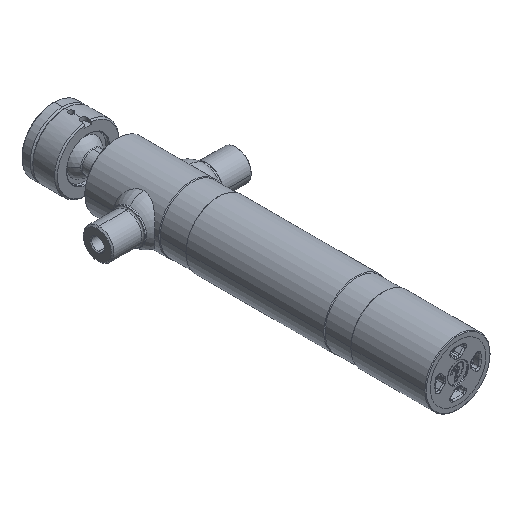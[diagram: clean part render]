
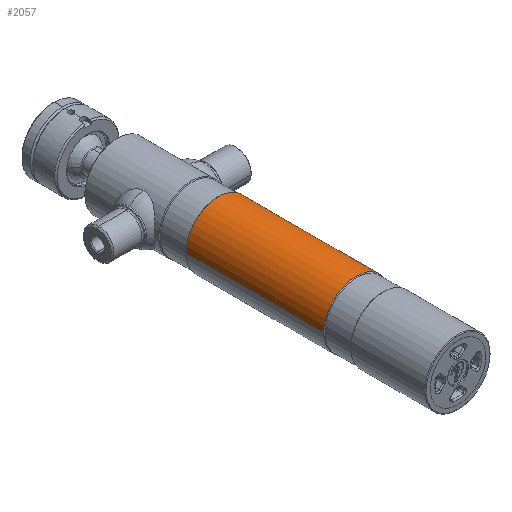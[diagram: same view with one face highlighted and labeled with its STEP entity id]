
A CAD part, isometric view. The second image highlights one B-rep face of the part: STEP entity #2057.
In plain terms, the highlighted cylindrical face has radius 48 mm (diameter 96 mm), a partial arc.
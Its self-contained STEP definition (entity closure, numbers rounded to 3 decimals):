
#137 = ORIENTED_EDGE ( 'NONE', *, *, #3283, .T. ) ;
#259 = CARTESIAN_POINT ( 'NONE',  ( 0., 150., 0. ) ) ;
#392 = CARTESIAN_POINT ( 'NONE',  ( 48., 150., 0. ) ) ;
#567 = VERTEX_POINT ( 'NONE', #996 ) ;
#870 = VERTEX_POINT ( 'NONE', #7379 ) ;
#996 = CARTESIAN_POINT ( 'NONE',  ( -48., 353., 0. ) ) ;
#1046 = DIRECTION ( 'NONE',  ( 1., 0., 0. ) ) ;
#1055 = VECTOR ( 'NONE', #7356, 1000. ) ;
#1767 = DIRECTION ( 'NONE',  ( 1., 0., 0. ) ) ;
#1853 = CARTESIAN_POINT ( 'NONE',  ( 0., 353., 0. ) ) ;
#2057 = ADVANCED_FACE ( 'NONE', ( #3680 ), #3429, .T. ) ;
#2564 = VERTEX_POINT ( 'NONE', #392 ) ;
#2595 = DIRECTION ( 'NONE',  ( 1., 0., 0. ) ) ;
#2622 = AXIS2_PLACEMENT_3D ( 'NONE', #4729, #6118, #1767 ) ;
#2738 = DIRECTION ( 'NONE',  ( 0., -1., 0. ) ) ;
#3090 = LINE ( 'NONE', #3903, #1055 ) ;
#3283 = EDGE_CURVE ( 'NONE', #567, #870, #8886, .T. ) ;
#3429 = CYLINDRICAL_SURFACE ( 'NONE', #2622, 48. ) ;
#3669 = VERTEX_POINT ( 'NONE', #9052 ) ;
#3680 = FACE_OUTER_BOUND ( 'NONE', #5844, .T. ) ;
#3903 = CARTESIAN_POINT ( 'NONE',  ( 48., -46.52, 0. ) ) ;
#4536 = EDGE_CURVE ( 'NONE', #3669, #2564, #3090, .T. ) ;
#4729 = CARTESIAN_POINT ( 'NONE',  ( 0., -46.52, 0. ) ) ;
#4953 = VECTOR ( 'NONE', #2738, 1000. ) ;
#5021 = EDGE_CURVE ( 'NONE', #2564, #870, #5800, .T. ) ;
#5174 = CIRCLE ( 'NONE', #7828, 48. ) ;
#5513 = DIRECTION ( 'NONE',  ( 0., -1., 0. ) ) ;
#5800 = CIRCLE ( 'NONE', #8483, 48. ) ;
#5844 = EDGE_LOOP ( 'NONE', ( #8334, #137, #7181, #8076 ) ) ;
#6118 = DIRECTION ( 'NONE',  ( 0., -1., 0. ) ) ;
#6808 = CARTESIAN_POINT ( 'NONE',  ( -48., -46.52, 0. ) ) ;
#6868 = DIRECTION ( 'NONE',  ( 0., -1., 0. ) ) ;
#7181 = ORIENTED_EDGE ( 'NONE', *, *, #5021, .F. ) ;
#7356 = DIRECTION ( 'NONE',  ( 0., -1., 0. ) ) ;
#7379 = CARTESIAN_POINT ( 'NONE',  ( -48., 150., 0. ) ) ;
#7828 = AXIS2_PLACEMENT_3D ( 'NONE', #1853, #6868, #2595 ) ;
#8076 = ORIENTED_EDGE ( 'NONE', *, *, #4536, .F. ) ;
#8160 = EDGE_CURVE ( 'NONE', #3669, #567, #5174, .T. ) ;
#8334 = ORIENTED_EDGE ( 'NONE', *, *, #8160, .T. ) ;
#8483 = AXIS2_PLACEMENT_3D ( 'NONE', #259, #5513, #1046 ) ;
#8886 = LINE ( 'NONE', #6808, #4953 ) ;
#9052 = CARTESIAN_POINT ( 'NONE',  ( 48., 353., 0. ) ) ;
